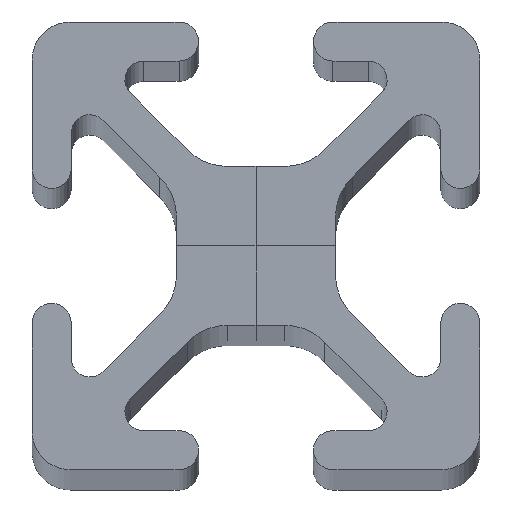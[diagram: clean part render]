
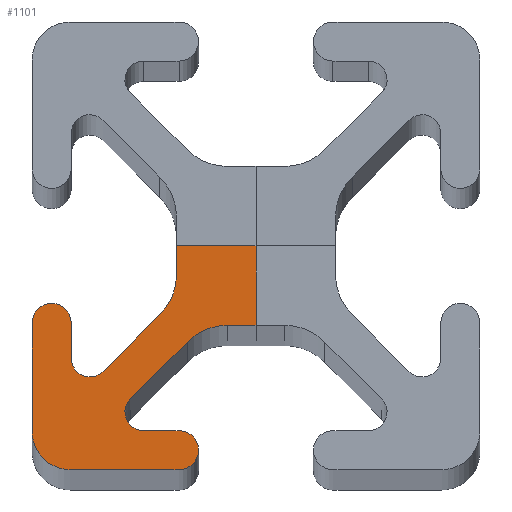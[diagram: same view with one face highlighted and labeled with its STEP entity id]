
A CAD part, top view. The second image highlights one B-rep face of the part: STEP entity #1101.
In plain terms, the highlighted planar face has unit normal (0, 0, 1).
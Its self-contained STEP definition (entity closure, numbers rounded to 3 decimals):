
#382 = VERTEX_POINT('',#383);
#383 = CARTESIAN_POINT('',(-4.51,0.,660.4));
#389 = EDGE_CURVE('',#390,#382,#392,.T.);
#390 = VERTEX_POINT('',#391);
#391 = CARTESIAN_POINT('',(0.,0.,660.4));
#392 = LINE('',#393,#394);
#393 = CARTESIAN_POINT('',(0.,0.,660.4));
#394 = VECTOR('',#395,1.);
#395 = DIRECTION('',(-1.,0.,0.));
#1101 = ADVANCED_FACE('',(#1102),#1247,.T.);
#1102 = FACE_BOUND('',#1103,.T.);
#1103 = EDGE_LOOP('',(#1104,#1112,#1121,#1129,#1138,#1146,#1155,#1163,
    #1172,#1181,#1189,#1198,#1206,#1215,#1223,#1232,#1240,#1246));
#1104 = ORIENTED_EDGE('',*,*,#1105,.T.);
#1105 = EDGE_CURVE('',#382,#1106,#1108,.T.);
#1106 = VERTEX_POINT('',#1107);
#1107 = CARTESIAN_POINT('',(-4.51,-1.62,660.4));
#1108 = LINE('',#1109,#1110);
#1109 = CARTESIAN_POINT('',(-4.51,0.,660.4));
#1110 = VECTOR('',#1111,1.);
#1111 = DIRECTION('',(0.,-1.,0.));
#1112 = ORIENTED_EDGE('',*,*,#1113,.F.);
#1113 = EDGE_CURVE('',#1114,#1106,#1116,.T.);
#1114 = VERTEX_POINT('',#1115);
#1115 = CARTESIAN_POINT('',(-5.456,-3.904,660.4));
#1116 = CIRCLE('',#1117,3.23);
#1117 = AXIS2_PLACEMENT_3D('',#1118,#1119,#1120);
#1118 = CARTESIAN_POINT('',(-7.74,-1.62,660.4));
#1119 = DIRECTION('',(0.,-0.,1.));
#1120 = DIRECTION('',(0.,1.,0.));
#1121 = ORIENTED_EDGE('',*,*,#1122,.F.);
#1122 = EDGE_CURVE('',#1123,#1114,#1125,.T.);
#1123 = VERTEX_POINT('',#1124);
#1124 = CARTESIAN_POINT('',(-8.68,-7.128,660.4));
#1125 = LINE('',#1126,#1127);
#1126 = CARTESIAN_POINT('',(-8.68,-7.128,660.4));
#1127 = VECTOR('',#1128,1.);
#1128 = DIRECTION('',(0.707,0.707,0.));
#1129 = ORIENTED_EDGE('',*,*,#1130,.F.);
#1130 = EDGE_CURVE('',#1131,#1123,#1133,.T.);
#1131 = VERTEX_POINT('',#1132);
#1132 = CARTESIAN_POINT('',(-10.486,-6.38,660.4));
#1133 = CIRCLE('',#1134,1.058);
#1134 = AXIS2_PLACEMENT_3D('',#1135,#1136,#1137);
#1135 = CARTESIAN_POINT('',(-9.428,-6.38,660.4));
#1136 = DIRECTION('',(0.,-0.,1.));
#1137 = DIRECTION('',(0.,1.,0.));
#1138 = ORIENTED_EDGE('',*,*,#1139,.T.);
#1139 = EDGE_CURVE('',#1131,#1140,#1142,.T.);
#1140 = VERTEX_POINT('',#1141);
#1141 = CARTESIAN_POINT('',(-10.486,-4.367,660.4));
#1142 = LINE('',#1143,#1144);
#1143 = CARTESIAN_POINT('',(-10.486,-6.38,660.4));
#1144 = VECTOR('',#1145,1.);
#1145 = DIRECTION('',(0.,1.,0.));
#1146 = ORIENTED_EDGE('',*,*,#1147,.T.);
#1147 = EDGE_CURVE('',#1140,#1148,#1150,.T.);
#1148 = VERTEX_POINT('',#1149);
#1149 = CARTESIAN_POINT('',(-12.7,-4.367,660.4));
#1150 = CIRCLE('',#1151,1.107);
#1151 = AXIS2_PLACEMENT_3D('',#1152,#1153,#1154);
#1152 = CARTESIAN_POINT('',(-11.593,-4.367,660.4));
#1153 = DIRECTION('',(0.,-0.,1.));
#1154 = DIRECTION('',(0.,1.,0.));
#1155 = ORIENTED_EDGE('',*,*,#1156,.F.);
#1156 = EDGE_CURVE('',#1157,#1148,#1159,.T.);
#1157 = VERTEX_POINT('',#1158);
#1158 = CARTESIAN_POINT('',(-12.7,-10.54,660.4));
#1159 = LINE('',#1160,#1161);
#1160 = CARTESIAN_POINT('',(-12.7,-10.54,660.4));
#1161 = VECTOR('',#1162,1.);
#1162 = DIRECTION('',(0.,1.,0.));
#1163 = ORIENTED_EDGE('',*,*,#1164,.T.);
#1164 = EDGE_CURVE('',#1157,#1165,#1167,.T.);
#1165 = VERTEX_POINT('',#1166);
#1166 = CARTESIAN_POINT('',(-12.067,-12.067,660.4));
#1167 = CIRCLE('',#1168,2.16);
#1168 = AXIS2_PLACEMENT_3D('',#1169,#1170,#1171);
#1169 = CARTESIAN_POINT('',(-10.54,-10.54,660.4));
#1170 = DIRECTION('',(0.,-0.,1.));
#1171 = DIRECTION('',(0.,1.,0.));
#1172 = ORIENTED_EDGE('',*,*,#1173,.T.);
#1173 = EDGE_CURVE('',#1165,#1174,#1176,.T.);
#1174 = VERTEX_POINT('',#1175);
#1175 = CARTESIAN_POINT('',(-10.54,-12.7,660.4));
#1176 = CIRCLE('',#1177,2.16);
#1177 = AXIS2_PLACEMENT_3D('',#1178,#1179,#1180);
#1178 = CARTESIAN_POINT('',(-10.54,-10.54,660.4));
#1179 = DIRECTION('',(0.,-0.,1.));
#1180 = DIRECTION('',(0.,1.,0.));
#1181 = ORIENTED_EDGE('',*,*,#1182,.T.);
#1182 = EDGE_CURVE('',#1174,#1183,#1185,.T.);
#1183 = VERTEX_POINT('',#1184);
#1184 = CARTESIAN_POINT('',(-4.367,-12.7,660.4));
#1185 = LINE('',#1186,#1187);
#1186 = CARTESIAN_POINT('',(-10.54,-12.7,660.4));
#1187 = VECTOR('',#1188,1.);
#1188 = DIRECTION('',(1.,0.,0.));
#1189 = ORIENTED_EDGE('',*,*,#1190,.T.);
#1190 = EDGE_CURVE('',#1183,#1191,#1193,.T.);
#1191 = VERTEX_POINT('',#1192);
#1192 = CARTESIAN_POINT('',(-4.367,-10.486,660.4));
#1193 = CIRCLE('',#1194,1.107);
#1194 = AXIS2_PLACEMENT_3D('',#1195,#1196,#1197);
#1195 = CARTESIAN_POINT('',(-4.367,-11.593,660.4));
#1196 = DIRECTION('',(0.,-0.,1.));
#1197 = DIRECTION('',(0.,1.,0.));
#1198 = ORIENTED_EDGE('',*,*,#1199,.F.);
#1199 = EDGE_CURVE('',#1200,#1191,#1202,.T.);
#1200 = VERTEX_POINT('',#1201);
#1201 = CARTESIAN_POINT('',(-6.38,-10.486,660.4));
#1202 = LINE('',#1203,#1204);
#1203 = CARTESIAN_POINT('',(-6.38,-10.486,660.4));
#1204 = VECTOR('',#1205,1.);
#1205 = DIRECTION('',(1.,0.,0.));
#1206 = ORIENTED_EDGE('',*,*,#1207,.F.);
#1207 = EDGE_CURVE('',#1208,#1200,#1210,.T.);
#1208 = VERTEX_POINT('',#1209);
#1209 = CARTESIAN_POINT('',(-7.128,-8.68,660.4));
#1210 = CIRCLE('',#1211,1.058);
#1211 = AXIS2_PLACEMENT_3D('',#1212,#1213,#1214);
#1212 = CARTESIAN_POINT('',(-6.38,-9.428,660.4));
#1213 = DIRECTION('',(0.,-0.,1.));
#1214 = DIRECTION('',(0.,1.,0.));
#1215 = ORIENTED_EDGE('',*,*,#1216,.T.);
#1216 = EDGE_CURVE('',#1208,#1217,#1219,.T.);
#1217 = VERTEX_POINT('',#1218);
#1218 = CARTESIAN_POINT('',(-3.904,-5.456,660.4));
#1219 = LINE('',#1220,#1221);
#1220 = CARTESIAN_POINT('',(-7.128,-8.68,660.4));
#1221 = VECTOR('',#1222,1.);
#1222 = DIRECTION('',(0.707,0.707,0.));
#1223 = ORIENTED_EDGE('',*,*,#1224,.F.);
#1224 = EDGE_CURVE('',#1225,#1217,#1227,.T.);
#1225 = VERTEX_POINT('',#1226);
#1226 = CARTESIAN_POINT('',(-1.62,-4.51,660.4));
#1227 = CIRCLE('',#1228,3.23);
#1228 = AXIS2_PLACEMENT_3D('',#1229,#1230,#1231);
#1229 = CARTESIAN_POINT('',(-1.62,-7.74,660.4));
#1230 = DIRECTION('',(0.,-0.,1.));
#1231 = DIRECTION('',(0.,1.,0.));
#1232 = ORIENTED_EDGE('',*,*,#1233,.F.);
#1233 = EDGE_CURVE('',#1234,#1225,#1236,.T.);
#1234 = VERTEX_POINT('',#1235);
#1235 = CARTESIAN_POINT('',(0.,-4.51,660.4));
#1236 = LINE('',#1237,#1238);
#1237 = CARTESIAN_POINT('',(0.,-4.51,660.4));
#1238 = VECTOR('',#1239,1.);
#1239 = DIRECTION('',(-1.,0.,0.));
#1240 = ORIENTED_EDGE('',*,*,#1241,.F.);
#1241 = EDGE_CURVE('',#390,#1234,#1242,.T.);
#1242 = LINE('',#1243,#1244);
#1243 = CARTESIAN_POINT('',(0.,0.,660.4));
#1244 = VECTOR('',#1245,1.);
#1245 = DIRECTION('',(0.,-1.,0.));
#1246 = ORIENTED_EDGE('',*,*,#389,.T.);
#1247 = PLANE('',#1248);
#1248 = AXIS2_PLACEMENT_3D('',#1249,#1250,#1251);
#1249 = CARTESIAN_POINT('',(-6.655,-6.655,660.4));
#1250 = DIRECTION('',(0.,0.,1.));
#1251 = DIRECTION('',(0.,1.,0.));
